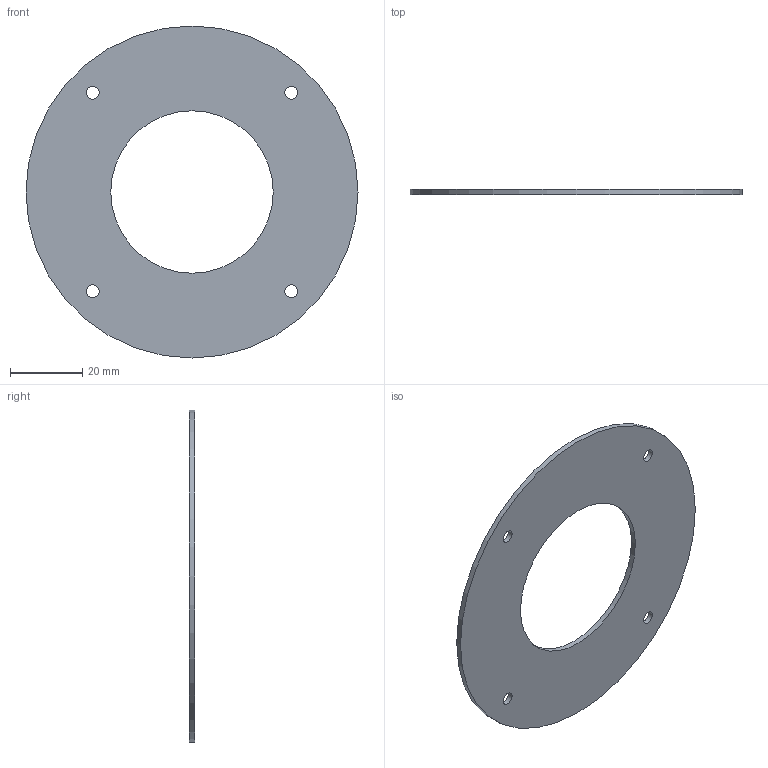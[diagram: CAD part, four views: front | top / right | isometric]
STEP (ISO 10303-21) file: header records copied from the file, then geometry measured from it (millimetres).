
FILE_DESCRIPTION(/* description */ (''),/* implementation_level */ '2;1');
FILE_NAME(/* name */ 'tsop.stp',/* time_stamp */ '2024-01-21T01:32:59+03:00',/* author */ ('4s'),/* organization */ (''),/* preprocessor_version */ 'ST-DEVELOPER v18',/* originating_system */ 'Autodesk Inventor 2020',/* authorisation */ '');
FILE_SCHEMA (('AUTOMOTIVE_DESIGN { 1 0 10303 214 3 1 1 }'));
Length unit declared in the file: millimetre
Products named in the file (1): tsop_board
Bounding box: 92 x 1.5 x 92 mm (x, y, z)
Volume: 7528 mm3; surface area: 10749 mm2
Topology: 1 solids, 1 shells, 8 faces, 96 edges, 154 vertices
Faces by surface type: cylinder 6, plane 2
Full cylindrical faces by diameter (mm): 3.5 x4, 45 x1, 92 x1
Entity records: 772 total; most frequent: CARTESIAN_POINT 209, DIRECTION 120, STYLED_ITEM 69, AXIS2_PLACEMENT_3D 57, CIRCLE 48, POLYLINE 42, ORIENTED_EDGE 40, TRIMMED_CURVE 24
